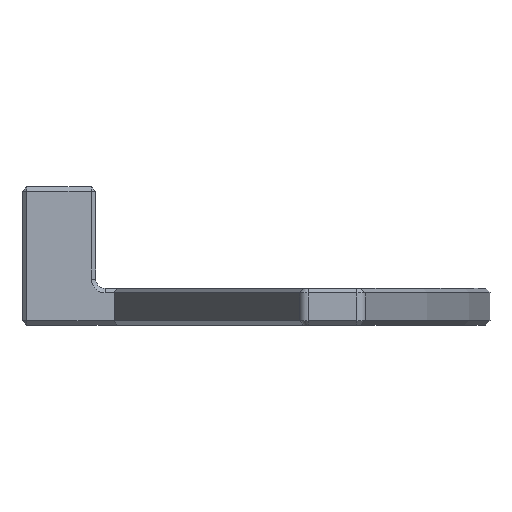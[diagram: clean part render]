
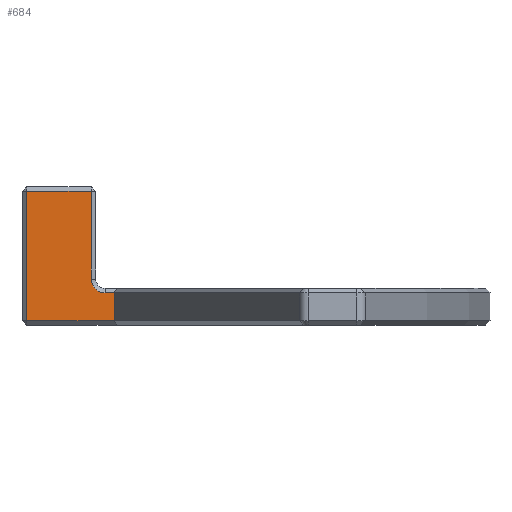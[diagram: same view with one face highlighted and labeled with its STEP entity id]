
A CAD part, left-side view. The second image highlights one B-rep face of the part: STEP entity #684.
In plain terms, the highlighted planar face has unit normal (-1, 0, 0).
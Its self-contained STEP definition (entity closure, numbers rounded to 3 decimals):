
#65 = PLANE ( 'NONE',  #2636 ) ;
#174 = DIRECTION ( 'NONE',  ( 1., 0., 0. ) ) ;
#223 = CARTESIAN_POINT ( 'NONE',  ( -30., -130.5, 0. ) ) ;
#269 = LINE ( 'NONE', #223, #1773 ) ;
#297 = EDGE_CURVE ( 'NONE', #2296, #1348, #587, .T. ) ;
#414 = LINE ( 'NONE', #2460, #1988 ) ;
#418 = CARTESIAN_POINT ( 'NONE',  ( -30., -139., 3.5 ) ) ;
#447 = DIRECTION ( 'NONE',  ( 0., 1., 0. ) ) ;
#463 = EDGE_LOOP ( 'NONE', ( #1812, #3243, #1706, #2890, #1319, #558, #779 ) ) ;
#496 = VECTOR ( 'NONE', #2237, 1000. ) ;
#558 = ORIENTED_EDGE ( 'NONE', *, *, #2793, .T. ) ;
#587 = LINE ( 'NONE', #2638, #1029 ) ;
#634 = CARTESIAN_POINT ( 'NONE',  ( -30., -137.5, 14.5 ) ) ;
#684 = ADVANCED_FACE ( 'NONE', ( #3110 ), #65, .F. ) ;
#779 = ORIENTED_EDGE ( 'NONE', *, *, #297, .T. ) ;
#800 = VERTEX_POINT ( 'NONE', #634 ) ;
#813 = DIRECTION ( 'NONE',  ( 1., 0., 0. ) ) ;
#814 = VERTEX_POINT ( 'NONE', #418 ) ;
#956 = VERTEX_POINT ( 'NONE', #1490 ) ;
#1029 = VECTOR ( 'NONE', #1352, 1000. ) ;
#1079 = DIRECTION ( 'NONE',  ( 0., 1., 0. ) ) ;
#1159 = VERTEX_POINT ( 'NONE', #2412 ) ;
#1296 = CARTESIAN_POINT ( 'NONE',  ( -30., -140., 0.5 ) ) ;
#1319 = ORIENTED_EDGE ( 'NONE', *, *, #2120, .T. ) ;
#1348 = VERTEX_POINT ( 'NONE', #1296 ) ;
#1352 = DIRECTION ( 'NONE',  ( 0., -1., 0. ) ) ;
#1370 = CARTESIAN_POINT ( 'NONE',  ( -30., -137.5, 15. ) ) ;
#1490 = CARTESIAN_POINT ( 'NONE',  ( -30., -140., 3.5 ) ) ;
#1653 = CARTESIAN_POINT ( 'NONE',  ( -30., -130.5, 14.5 ) ) ;
#1705 = LINE ( 'NONE', #2741, #3015 ) ;
#1706 = ORIENTED_EDGE ( 'NONE', *, *, #3269, .T. ) ;
#1773 = VECTOR ( 'NONE', #2519, 1000. ) ;
#1812 = ORIENTED_EDGE ( 'NONE', *, *, #2069, .F. ) ;
#1831 = VECTOR ( 'NONE', #1923, 1000. ) ;
#1866 = CARTESIAN_POINT ( 'NONE',  ( -30., 0., 4. ) ) ;
#1910 = LINE ( 'NONE', #1370, #1831 ) ;
#1923 = DIRECTION ( 'NONE',  ( 0., 0., 1. ) ) ;
#1959 = DIRECTION ( 'NONE',  ( 0., 0., -1. ) ) ;
#1988 = VECTOR ( 'NONE', #1959, 1000. ) ;
#2069 = EDGE_CURVE ( 'NONE', #956, #1348, #414, .T. ) ;
#2120 = EDGE_CURVE ( 'NONE', #800, #3172, #1705, .T. ) ;
#2135 = EDGE_CURVE ( 'NONE', #956, #814, #2696, .T. ) ;
#2214 = DIRECTION ( 'NONE',  ( 0., 1., 0. ) ) ;
#2237 = DIRECTION ( 'NONE',  ( 0., 1., 0. ) ) ;
#2270 = AXIS2_PLACEMENT_3D ( 'NONE', #2725, #174, #2214 ) ;
#2296 = VERTEX_POINT ( 'NONE', #2936 ) ;
#2412 = CARTESIAN_POINT ( 'NONE',  ( -30., -137.5, 5. ) ) ;
#2460 = CARTESIAN_POINT ( 'NONE',  ( -30., -140., 4. ) ) ;
#2492 = CARTESIAN_POINT ( 'NONE',  ( -30., -139., 3.5 ) ) ;
#2519 = DIRECTION ( 'NONE',  ( 0., 0., -1. ) ) ;
#2636 = AXIS2_PLACEMENT_3D ( 'NONE', #1866, #813, #1079 ) ;
#2638 = CARTESIAN_POINT ( 'NONE',  ( -30., 0., 0.5 ) ) ;
#2696 = LINE ( 'NONE', #2492, #496 ) ;
#2725 = CARTESIAN_POINT ( 'NONE',  ( -30., -139., 5. ) ) ;
#2741 = CARTESIAN_POINT ( 'NONE',  ( -30., -130., 14.5 ) ) ;
#2793 = EDGE_CURVE ( 'NONE', #3172, #2296, #269, .T. ) ;
#2890 = ORIENTED_EDGE ( 'NONE', *, *, #3165, .T. ) ;
#2936 = CARTESIAN_POINT ( 'NONE',  ( -30., -130.5, 0.5 ) ) ;
#3015 = VECTOR ( 'NONE', #447, 1000. ) ;
#3110 = FACE_OUTER_BOUND ( 'NONE', #463, .T. ) ;
#3165 = EDGE_CURVE ( 'NONE', #1159, #800, #1910, .T. ) ;
#3172 = VERTEX_POINT ( 'NONE', #1653 ) ;
#3243 = ORIENTED_EDGE ( 'NONE', *, *, #2135, .T. ) ;
#3269 = EDGE_CURVE ( 'NONE', #814, #1159, #3293, .T. ) ;
#3293 = CIRCLE ( 'NONE', #2270, 1.5 ) ;
